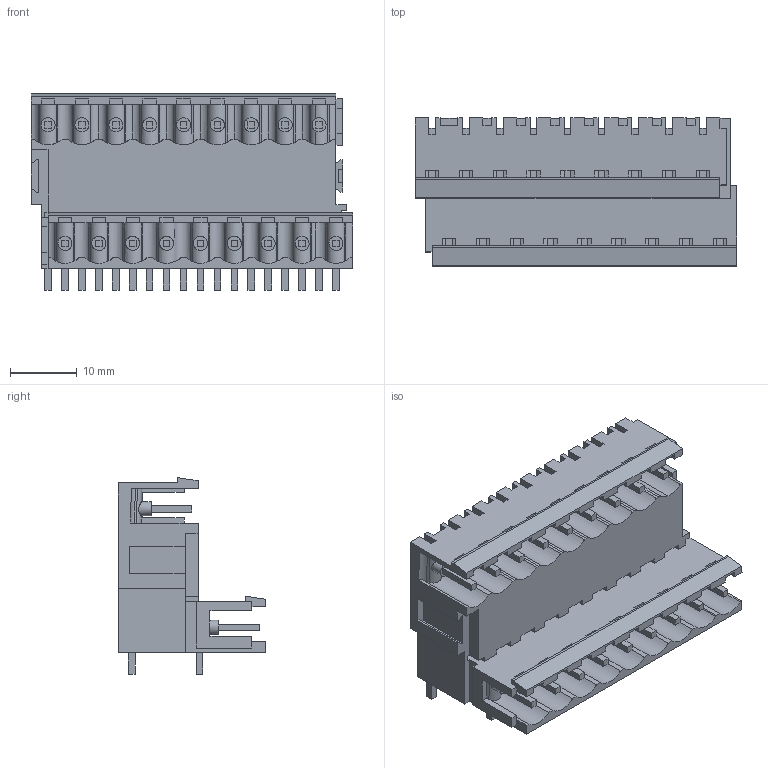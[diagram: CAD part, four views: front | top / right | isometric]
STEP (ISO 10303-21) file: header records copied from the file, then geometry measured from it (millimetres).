
FILE_DESCRIPTION(('CATIA V5R22 STEP214','CAx-IF Rec.Pracs.--- Model Styling and Organization---1.4--- 2014-01-23'),'2;1');
FILE_NAME ('D1454936_1_1725240000_1725240000.stp','2023-03-17T12:51:43+00:00',('none'),('Weidmueller'),'CATIA Version 5-6 Release 2016 SP3 HF44','CATIA V5 STEP AP214','none');
FILE_SCHEMA(('AUTOMOTIVE_DESIGN { 1 0 10303 214 1 1 1 1 }'));
Length unit declared in the file: millimetre
Products named in the file (1): 1725240000
Bounding box: 48.26 x 22.16 x 29.41 mm (x, y, z)
Volume: 10709 mm3; surface area: 12628.9 mm2
Topology: 19 solids, 19 shells, 719 faces, 2292 edges, 1558 vertices
Faces by surface type: plane 589, cylinder 130
Entity records: 25236 total; most frequent: CARTESIAN_POINT 6264, ORIENTED_EDGE 4584, DIRECTION 2963, EDGE_CURVE 2292, VECTOR 1894, LINE 1894, VERTEX_POINT 1558, EDGE_LOOP 756
